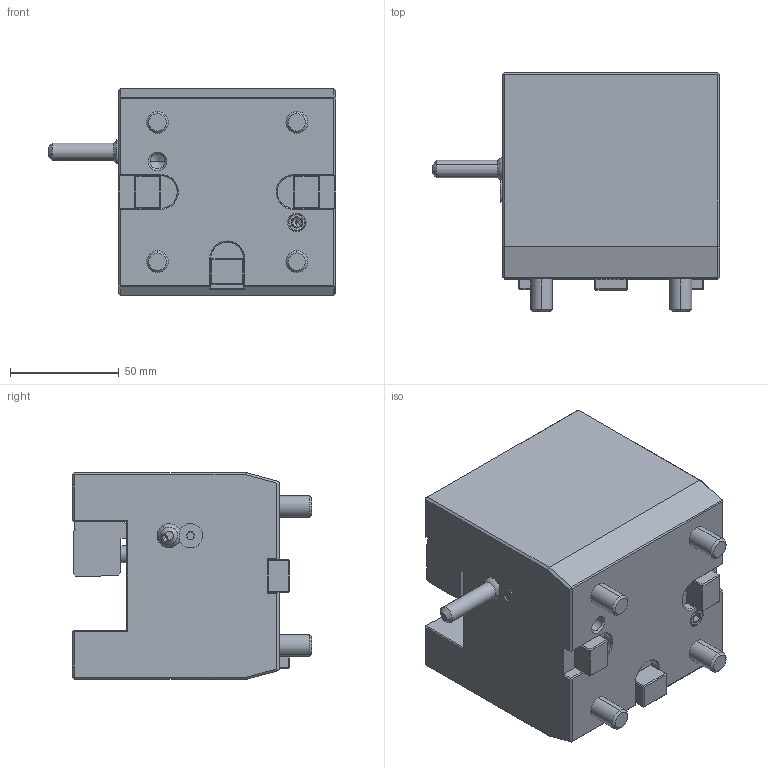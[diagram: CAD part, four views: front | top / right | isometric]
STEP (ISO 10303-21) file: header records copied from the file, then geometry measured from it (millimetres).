
FILE_DESCRIPTION((''),'2;1');
FILE_NAME('NGT_F_55_25_95_DO','2023-05-15T',('vali'),('NOVA GRUP'),'PRO/ENGINEER BY PARAMETRIC TECHNOLOGY CORPORATION, 2010280','PRO/ENGINEER BY PARAMETRIC TECHNOLOGY CORPORATION, 2010280','');
FILE_SCHEMA(('CONFIG_CONTROL_DESIGN'));
Length unit declared in the file: millimetre
Products named in the file (1): NGT_F_55_25_95_DO
Bounding box: 132.34 x 110 x 95 mm (x, y, z)
Volume: 814123.4 mm3; surface area: 66390.6 mm2
Topology: 1 solids, 1 shells, 224 faces, 593 edges, 364 vertices
Faces by surface type: plane 152, cylinder 38, cone 26, bspline 6, sphere 2
Entity records: 7382 total; most frequent: CARTESIAN_POINT 1866, ORIENTED_EDGE 1170, DIRECTION 1061, EDGE_CURVE 585, VECTOR 473, LINE 473, VERTEX_POINT 364, AXIS2_PLACEMENT_3D 294
